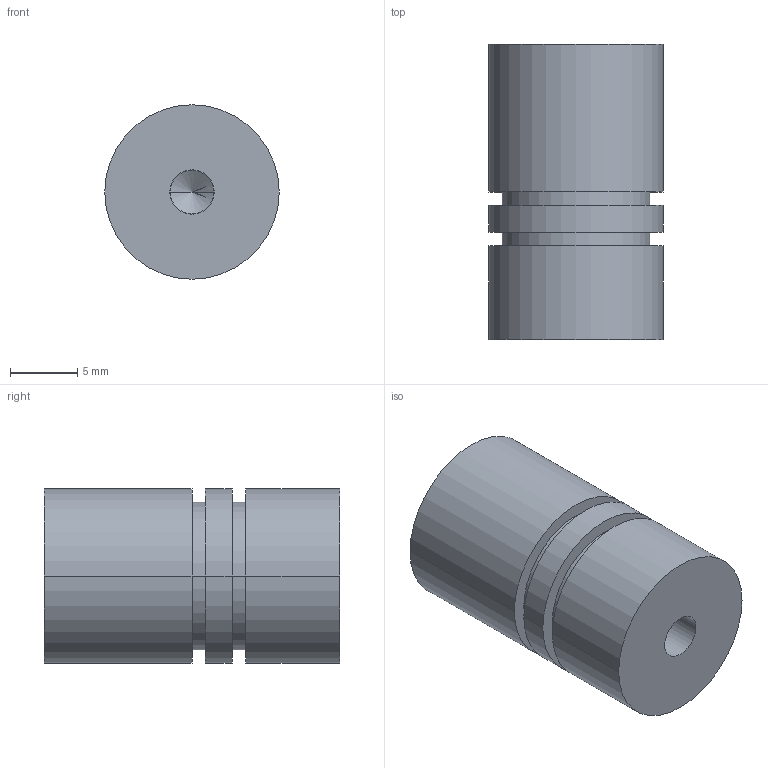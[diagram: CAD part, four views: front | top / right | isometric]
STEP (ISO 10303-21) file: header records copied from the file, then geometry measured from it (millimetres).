
FILE_DESCRIPTION(('Creo Elements/Direct Modeling STEP Export'),'2;1');
FILE_NAME('1659-13.stp','2018-12-04T 9:39:48',(''),(''),'Creo Elements/Direct Modeling STEP processor for AP214 (Solid Model)','Creo Elements/Direct Modeling 20.0 12-Nov-2016 (C) Parametric Technology GmbH','');
FILE_SCHEMA(('AUTOMOTIVE_DESIGN { 1 0 10303 214 1 1 1 1 }'));
Length unit declared in the file: millimetre
Products named in the file (1): 1659-13
Bounding box: 13 x 22 x 13 mm (x, y, z)
Volume: 2756.9 mm3; surface area: 1407 mm2
Topology: 1 solids, 1 shells, 23 faces, 46 edges, 29 vertices
Faces by surface type: cylinder 14, plane 7, cone 2
Entity records: 566 total; most frequent: DIRECTION 92, ORIENTED_EDGE 88, CARTESIAN_POINT 83, EDGE_CURVE 44, AXIS2_PLACEMENT_3D 38, VERTEX_POINT 29, EDGE_LOOP 29, FACE_OUTER_BOUND 23
